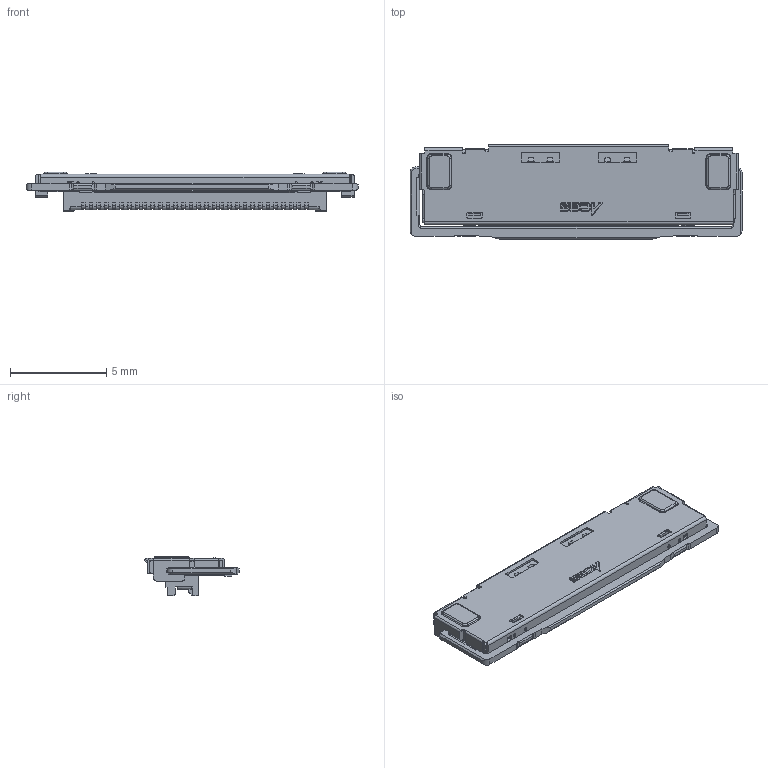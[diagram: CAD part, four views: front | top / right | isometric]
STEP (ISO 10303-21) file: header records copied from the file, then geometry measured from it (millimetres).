
FILE_DESCRIPTION(/* description */ ('Unknown'),/* implementation_level */ '2;1');
FILE_NAME(/* name */ 'S-51496-030xx-xxx',/* time_stamp */ '2020-09-01T13:53:43+08:00',/* author */ ('Unknown'),/* organization */ ('Unknown'),/* preprocessor_version */ 'ST-DEVELOPER v16.7',/* originating_system */ 'DEX',/* authorisation */ $);
FILE_SCHEMA (('AUTOMOTIVE_DESIGN {1 0 10303 214 3 1 1}'));
Length unit declared in the file: millimetre
Products named in the file (1): S-51496-030xx-xxx
Bounding box: 17.25 x 4.9 x 2.04 mm (x, y, z)
Volume: 74 mm3; surface area: 317 mm2
Topology: 1 solids, 1 shells, 1362 faces, 3751 edges, 2369 vertices
Faces by surface type: plane 699, cylinder 491, torus 109, sphere 31, bspline 20, cone 12
Entity records: 43909 total; most frequent: CARTESIAN_POINT 8820, ORIENTED_EDGE 7442, DIRECTION 7423, EDGE_CURVE 3721, AXIS2_PLACEMENT_3D 2541, VERTEX_POINT 2369, LINE 2341, VECTOR 2341
